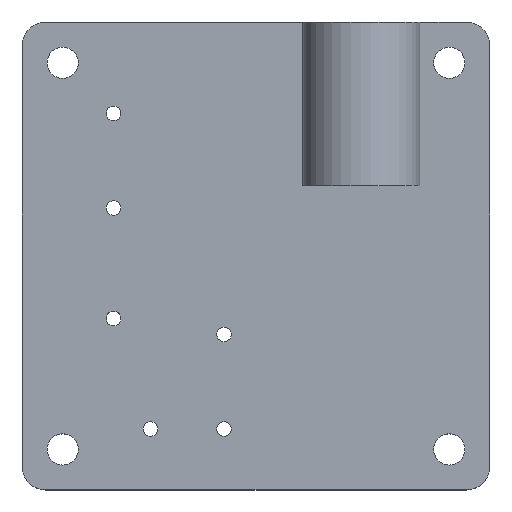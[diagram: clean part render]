
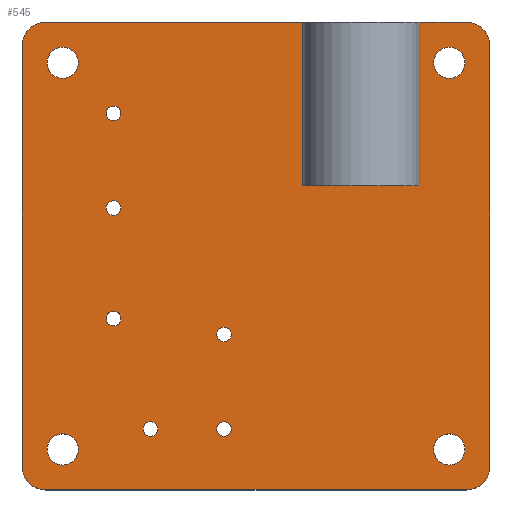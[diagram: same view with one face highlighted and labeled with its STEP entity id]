
A CAD part, top view. The second image highlights one B-rep face of the part: STEP entity #545.
In plain terms, the highlighted planar face has unit normal (0, 0, 1).
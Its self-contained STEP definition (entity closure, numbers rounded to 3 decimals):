
#15=FACE_BOUND('',#74,.T.);
#16=FACE_BOUND('',#75,.T.);
#17=FACE_BOUND('',#76,.T.);
#18=FACE_BOUND('',#77,.T.);
#19=FACE_BOUND('',#78,.T.);
#20=FACE_BOUND('',#79,.T.);
#21=FACE_BOUND('',#80,.T.);
#22=FACE_BOUND('',#81,.T.);
#23=FACE_BOUND('',#82,.T.);
#24=FACE_BOUND('',#83,.T.);
#38=PLANE('',#586);
#48=FACE_OUTER_BOUND('',#73,.T.);
#73=EDGE_LOOP('',(#377,#378,#379,#380,#381,#382,#383,#384,#385,#386,#387,
#388));
#74=EDGE_LOOP('',(#389,#390));
#75=EDGE_LOOP('',(#391,#392));
#76=EDGE_LOOP('',(#393,#394));
#77=EDGE_LOOP('',(#395,#396));
#78=EDGE_LOOP('',(#397,#398));
#79=EDGE_LOOP('',(#399,#400));
#80=EDGE_LOOP('',(#401));
#81=EDGE_LOOP('',(#402));
#82=EDGE_LOOP('',(#403));
#83=EDGE_LOOP('',(#404));
#120=LINE('',#834,#157);
#123=LINE('',#840,#160);
#124=LINE('',#844,#161);
#125=LINE('',#846,#162);
#126=LINE('',#848,#163);
#127=LINE('',#850,#164);
#128=LINE('',#852,#165);
#129=LINE('',#856,#166);
#157=VECTOR('',#661,10.);
#160=VECTOR('',#666,10.);
#161=VECTOR('',#669,10.);
#162=VECTOR('',#670,10.);
#163=VECTOR('',#671,10.);
#164=VECTOR('',#672,10.);
#165=VECTOR('',#673,10.);
#166=VECTOR('',#676,10.);
#192=CIRCLE('',#583,6.35);
#194=CIRCLE('',#587,6.35);
#195=CIRCLE('',#588,6.35);
#196=CIRCLE('',#589,6.35);
#197=CIRCLE('',#590,1.981);
#198=CIRCLE('',#591,1.981);
#199=CIRCLE('',#592,1.981);
#200=CIRCLE('',#593,1.981);
#201=CIRCLE('',#594,1.981);
#202=CIRCLE('',#595,1.981);
#203=CIRCLE('',#596,1.981);
#204=CIRCLE('',#597,1.981);
#205=CIRCLE('',#598,1.981);
#206=CIRCLE('',#599,1.981);
#207=CIRCLE('',#600,1.981);
#208=CIRCLE('',#601,1.981);
#209=CIRCLE('',#602,4.235);
#210=CIRCLE('',#603,4.235);
#211=CIRCLE('',#604,4.235);
#212=CIRCLE('',#605,4.235);
#234=VERTEX_POINT('',#824);
#235=VERTEX_POINT('',#825);
#238=VERTEX_POINT('',#833);
#240=VERTEX_POINT('',#839);
#241=VERTEX_POINT('',#841);
#242=VERTEX_POINT('',#843);
#243=VERTEX_POINT('',#845);
#244=VERTEX_POINT('',#847);
#245=VERTEX_POINT('',#849);
#246=VERTEX_POINT('',#851);
#247=VERTEX_POINT('',#853);
#248=VERTEX_POINT('',#855);
#249=VERTEX_POINT('',#858);
#250=VERTEX_POINT('',#859);
#251=VERTEX_POINT('',#862);
#252=VERTEX_POINT('',#863);
#253=VERTEX_POINT('',#866);
#254=VERTEX_POINT('',#867);
#255=VERTEX_POINT('',#870);
#256=VERTEX_POINT('',#871);
#257=VERTEX_POINT('',#874);
#258=VERTEX_POINT('',#875);
#259=VERTEX_POINT('',#878);
#260=VERTEX_POINT('',#879);
#261=VERTEX_POINT('',#882);
#262=VERTEX_POINT('',#884);
#263=VERTEX_POINT('',#886);
#264=VERTEX_POINT('',#888);
#290=EDGE_CURVE('',#234,#235,#192,.T.);
#294=EDGE_CURVE('',#238,#235,#120,.T.);
#297=EDGE_CURVE('',#234,#240,#123,.T.);
#298=EDGE_CURVE('',#241,#240,#194,.T.);
#299=EDGE_CURVE('',#241,#242,#124,.T.);
#300=EDGE_CURVE('',#242,#243,#125,.T.);
#301=EDGE_CURVE('',#243,#244,#126,.T.);
#302=EDGE_CURVE('',#244,#245,#127,.T.);
#303=EDGE_CURVE('',#245,#246,#128,.T.);
#304=EDGE_CURVE('',#247,#246,#195,.T.);
#305=EDGE_CURVE('',#247,#248,#129,.T.);
#306=EDGE_CURVE('',#238,#248,#196,.T.);
#307=EDGE_CURVE('',#249,#250,#197,.T.);
#308=EDGE_CURVE('',#250,#249,#198,.T.);
#309=EDGE_CURVE('',#251,#252,#199,.T.);
#310=EDGE_CURVE('',#252,#251,#200,.T.);
#311=EDGE_CURVE('',#253,#254,#201,.T.);
#312=EDGE_CURVE('',#254,#253,#202,.T.);
#313=EDGE_CURVE('',#255,#256,#203,.T.);
#314=EDGE_CURVE('',#256,#255,#204,.T.);
#315=EDGE_CURVE('',#257,#258,#205,.T.);
#316=EDGE_CURVE('',#258,#257,#206,.T.);
#317=EDGE_CURVE('',#259,#260,#207,.T.);
#318=EDGE_CURVE('',#260,#259,#208,.T.);
#319=EDGE_CURVE('',#261,#261,#209,.T.);
#320=EDGE_CURVE('',#262,#262,#210,.T.);
#321=EDGE_CURVE('',#263,#263,#211,.T.);
#322=EDGE_CURVE('',#264,#264,#212,.T.);
#377=ORIENTED_EDGE('',*,*,#290,.F.);
#378=ORIENTED_EDGE('',*,*,#297,.T.);
#379=ORIENTED_EDGE('',*,*,#298,.F.);
#380=ORIENTED_EDGE('',*,*,#299,.T.);
#381=ORIENTED_EDGE('',*,*,#300,.T.);
#382=ORIENTED_EDGE('',*,*,#301,.T.);
#383=ORIENTED_EDGE('',*,*,#302,.T.);
#384=ORIENTED_EDGE('',*,*,#303,.T.);
#385=ORIENTED_EDGE('',*,*,#304,.F.);
#386=ORIENTED_EDGE('',*,*,#305,.T.);
#387=ORIENTED_EDGE('',*,*,#306,.F.);
#388=ORIENTED_EDGE('',*,*,#294,.T.);
#389=ORIENTED_EDGE('',*,*,#307,.T.);
#390=ORIENTED_EDGE('',*,*,#308,.T.);
#391=ORIENTED_EDGE('',*,*,#309,.T.);
#392=ORIENTED_EDGE('',*,*,#310,.T.);
#393=ORIENTED_EDGE('',*,*,#311,.T.);
#394=ORIENTED_EDGE('',*,*,#312,.T.);
#395=ORIENTED_EDGE('',*,*,#313,.T.);
#396=ORIENTED_EDGE('',*,*,#314,.T.);
#397=ORIENTED_EDGE('',*,*,#315,.T.);
#398=ORIENTED_EDGE('',*,*,#316,.T.);
#399=ORIENTED_EDGE('',*,*,#317,.T.);
#400=ORIENTED_EDGE('',*,*,#318,.T.);
#401=ORIENTED_EDGE('',*,*,#319,.T.);
#402=ORIENTED_EDGE('',*,*,#320,.T.);
#403=ORIENTED_EDGE('',*,*,#321,.T.);
#404=ORIENTED_EDGE('',*,*,#322,.T.);
#545=ADVANCED_FACE('',(#48,#15,#16,#17,#18,#19,#20,#21,#22,#23,#24),#38,
 .T.);
#583=AXIS2_PLACEMENT_3D('',#826,#653,#654);
#586=AXIS2_PLACEMENT_3D('',#838,#664,#665);
#587=AXIS2_PLACEMENT_3D('',#842,#667,#668);
#588=AXIS2_PLACEMENT_3D('',#854,#674,#675);
#589=AXIS2_PLACEMENT_3D('',#857,#677,#678);
#590=AXIS2_PLACEMENT_3D('',#860,#679,#680);
#591=AXIS2_PLACEMENT_3D('',#861,#681,#682);
#592=AXIS2_PLACEMENT_3D('',#864,#683,#684);
#593=AXIS2_PLACEMENT_3D('',#865,#685,#686);
#594=AXIS2_PLACEMENT_3D('',#868,#687,#688);
#595=AXIS2_PLACEMENT_3D('',#869,#689,#690);
#596=AXIS2_PLACEMENT_3D('',#872,#691,#692);
#597=AXIS2_PLACEMENT_3D('',#873,#693,#694);
#598=AXIS2_PLACEMENT_3D('',#876,#695,#696);
#599=AXIS2_PLACEMENT_3D('',#877,#697,#698);
#600=AXIS2_PLACEMENT_3D('',#880,#699,#700);
#601=AXIS2_PLACEMENT_3D('',#881,#701,#702);
#602=AXIS2_PLACEMENT_3D('',#883,#703,#704);
#603=AXIS2_PLACEMENT_3D('',#885,#705,#706);
#604=AXIS2_PLACEMENT_3D('',#887,#707,#708);
#605=AXIS2_PLACEMENT_3D('',#889,#709,#710);
#653=DIRECTION('center_axis',(0.,0.,-1.));
#654=DIRECTION('ref_axis',(0.707,-0.707,0.));
#661=DIRECTION('',(1.,0.,0.));
#664=DIRECTION('center_axis',(0.,0.,1.));
#665=DIRECTION('ref_axis',(1.,0.,0.));
#666=DIRECTION('',(0.,1.,0.));
#667=DIRECTION('center_axis',(0.,0.,-1.));
#668=DIRECTION('ref_axis',(0.707,0.707,0.));
#669=DIRECTION('',(-1.,0.,0.));
#670=DIRECTION('',(0.,-1.,0.));
#671=DIRECTION('',(-1.,0.,0.));
#672=DIRECTION('',(0.,1.,0.));
#673=DIRECTION('',(-1.,0.,0.));
#674=DIRECTION('center_axis',(0.,0.,-1.));
#675=DIRECTION('ref_axis',(-0.707,0.707,0.));
#676=DIRECTION('',(0.,-1.,0.));
#677=DIRECTION('center_axis',(0.,0.,-1.));
#678=DIRECTION('ref_axis',(-0.707,-0.707,0.));
#679=DIRECTION('center_axis',(0.,0.,-1.));
#680=DIRECTION('ref_axis',(1.,0.,0.));
#681=DIRECTION('center_axis',(0.,0.,-1.));
#682=DIRECTION('ref_axis',(1.,0.,0.));
#683=DIRECTION('center_axis',(0.,0.,-1.));
#684=DIRECTION('ref_axis',(1.,0.,0.));
#685=DIRECTION('center_axis',(0.,0.,-1.));
#686=DIRECTION('ref_axis',(1.,0.,0.));
#687=DIRECTION('center_axis',(0.,0.,-1.));
#688=DIRECTION('ref_axis',(1.,0.,0.));
#689=DIRECTION('center_axis',(0.,0.,-1.));
#690=DIRECTION('ref_axis',(1.,0.,0.));
#691=DIRECTION('center_axis',(0.,0.,-1.));
#692=DIRECTION('ref_axis',(1.,0.,0.));
#693=DIRECTION('center_axis',(0.,0.,-1.));
#694=DIRECTION('ref_axis',(1.,0.,0.));
#695=DIRECTION('center_axis',(0.,0.,-1.));
#696=DIRECTION('ref_axis',(1.,0.,0.));
#697=DIRECTION('center_axis',(0.,0.,-1.));
#698=DIRECTION('ref_axis',(1.,0.,0.));
#699=DIRECTION('center_axis',(0.,0.,-1.));
#700=DIRECTION('ref_axis',(1.,0.,0.));
#701=DIRECTION('center_axis',(0.,0.,-1.));
#702=DIRECTION('ref_axis',(1.,0.,0.));
#703=DIRECTION('center_axis',(0.,0.,-1.));
#704=DIRECTION('ref_axis',(-1.,0.,0.));
#705=DIRECTION('center_axis',(0.,0.,-1.));
#706=DIRECTION('ref_axis',(-1.,0.,0.));
#707=DIRECTION('center_axis',(0.,0.,-1.));
#708=DIRECTION('ref_axis',(-1.,0.,0.));
#709=DIRECTION('center_axis',(0.,0.,-1.));
#710=DIRECTION('ref_axis',(-1.,0.,0.));
#824=CARTESIAN_POINT('',(63.5,-57.15,9.525));
#825=CARTESIAN_POINT('',(57.15,-63.5,9.525));
#826=CARTESIAN_POINT('Origin',(57.15,-57.15,9.525));
#833=CARTESIAN_POINT('',(-57.15,-63.5,9.525));
#834=CARTESIAN_POINT('',(63.5,-63.5,9.525));
#838=CARTESIAN_POINT('Origin',(0.,0.,9.525));
#839=CARTESIAN_POINT('',(63.5,57.15,9.525));
#840=CARTESIAN_POINT('',(63.5,63.5,9.525));
#841=CARTESIAN_POINT('',(57.15,63.5,9.525));
#842=CARTESIAN_POINT('Origin',(57.15,57.15,9.525));
#843=CARTESIAN_POINT('',(44.45,63.5,9.525));
#844=CARTESIAN_POINT('',(-63.5,63.5,9.525));
#845=CARTESIAN_POINT('',(44.45,19.05,9.525));
#846=CARTESIAN_POINT('',(44.45,31.75,9.525));
#847=CARTESIAN_POINT('',(12.7,19.05,9.525));
#848=CARTESIAN_POINT('',(14.288,19.05,9.525));
#849=CARTESIAN_POINT('',(12.7,63.5,9.525));
#850=CARTESIAN_POINT('',(12.7,31.75,9.525));
#851=CARTESIAN_POINT('',(-57.15,63.5,9.525));
#852=CARTESIAN_POINT('',(-63.5,63.5,9.525));
#853=CARTESIAN_POINT('',(-63.5,57.15,9.525));
#854=CARTESIAN_POINT('Origin',(-57.15,57.15,9.525));
#855=CARTESIAN_POINT('',(-63.5,-57.15,9.525));
#856=CARTESIAN_POINT('',(-63.5,-63.5,9.525));
#857=CARTESIAN_POINT('Origin',(-57.15,-57.15,9.525));
#858=CARTESIAN_POINT('',(-36.702,38.737,9.525));
#859=CARTESIAN_POINT('',(-40.664,38.737,9.525));
#860=CARTESIAN_POINT('Origin',(-38.683,38.737,9.525));
#861=CARTESIAN_POINT('Origin',(-38.683,38.737,9.525));
#862=CARTESIAN_POINT('',(-36.702,-16.968,9.525));
#863=CARTESIAN_POINT('',(-40.664,-16.968,9.525));
#864=CARTESIAN_POINT('Origin',(-38.683,-16.968,9.525));
#865=CARTESIAN_POINT('Origin',(-38.683,-16.968,9.525));
#866=CARTESIAN_POINT('',(-6.679,-46.965,9.525));
#867=CARTESIAN_POINT('',(-10.641,-46.965,9.525));
#868=CARTESIAN_POINT('Origin',(-8.66,-46.965,9.525));
#869=CARTESIAN_POINT('Origin',(-8.66,-46.965,9.525));
#870=CARTESIAN_POINT('',(-26.669,-46.965,9.525));
#871=CARTESIAN_POINT('',(-30.631,-46.965,9.525));
#872=CARTESIAN_POINT('Origin',(-28.65,-46.965,9.525));
#873=CARTESIAN_POINT('Origin',(-28.65,-46.965,9.525));
#874=CARTESIAN_POINT('',(-36.702,13.032,9.525));
#875=CARTESIAN_POINT('',(-40.664,13.032,9.525));
#876=CARTESIAN_POINT('Origin',(-38.683,13.032,9.525));
#877=CARTESIAN_POINT('Origin',(-38.683,13.032,9.525));
#878=CARTESIAN_POINT('',(-6.679,-21.26,9.525));
#879=CARTESIAN_POINT('',(-10.641,-21.26,9.525));
#880=CARTESIAN_POINT('Origin',(-8.66,-21.26,9.525));
#881=CARTESIAN_POINT('Origin',(-8.66,-21.26,9.525));
#882=CARTESIAN_POINT('',(-48.265,-52.5,9.525));
#883=CARTESIAN_POINT('Origin',(-52.5,-52.5,9.525));
#884=CARTESIAN_POINT('',(56.735,52.5,9.525));
#885=CARTESIAN_POINT('Origin',(52.5,52.5,9.525));
#886=CARTESIAN_POINT('',(-48.265,52.5,9.525));
#887=CARTESIAN_POINT('Origin',(-52.5,52.5,9.525));
#888=CARTESIAN_POINT('',(56.735,-52.5,9.525));
#889=CARTESIAN_POINT('Origin',(52.5,-52.5,9.525));
